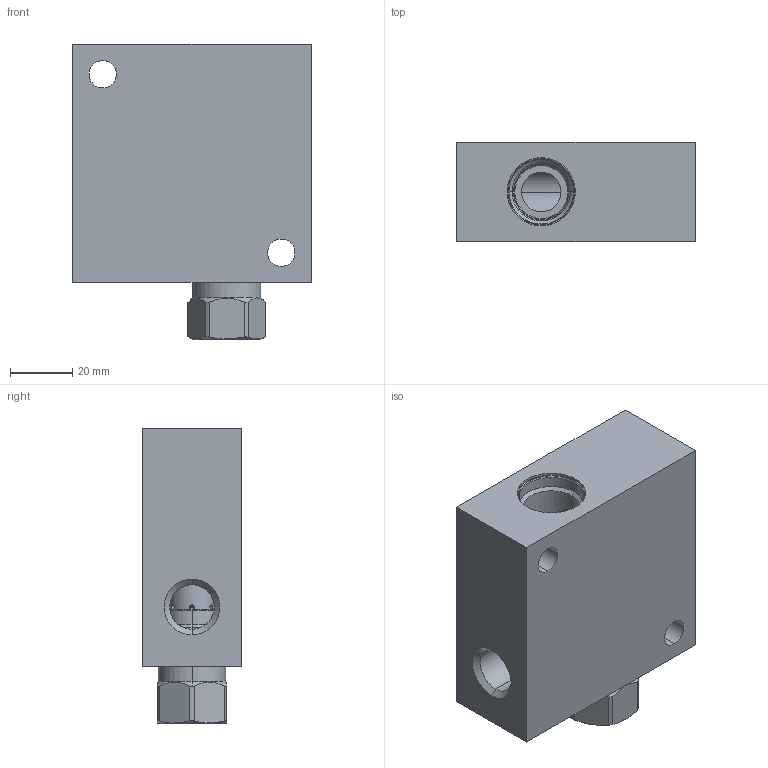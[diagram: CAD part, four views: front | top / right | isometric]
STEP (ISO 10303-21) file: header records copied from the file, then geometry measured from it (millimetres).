
FILE_DESCRIPTION((''),'2;1');
FILE_NAME('GNM_ASM','2021-03-08T',('ProEService'),(''),'PRO/ENGINEER BY PARAMETRIC TECHNOLOGY CORPORATION, 2014200','PRO/ENGINEER BY PARAMETRIC TECHNOLOGY CORPORATION, 2014200','');
FILE_SCHEMA(('CONFIG_CONTROL_DESIGN'));
Length unit declared in the file: inch
Products named in the file (3): 151-645-002; CXDAXCN; GNM_ASM
Assembly tree (2 placements, depth 2):
  GNM_ASM
    151-645-002
    CXDAXCN
Bounding box: 76.2 x 31.75 x 94.46 mm (x, y, z)
Volume: 159802.9 mm3; surface area: 36025.2 mm2
Topology: 4 solids, 4 shells, 192 faces, 631 edges, 526 vertices
Faces by surface type: cylinder 80, cone 40, plane 31, torus 22, bspline 11, revolution 8
Entity records: 12658 total; most frequent: CARTESIAN_POINT 7234, DIRECTION 1109, ORIENTED_EDGE 896, EDGE_CURVE 448, AXIS2_PLACEMENT_3D 390, VECTOR 321, LINE 321, VERTEX_POINT 277
